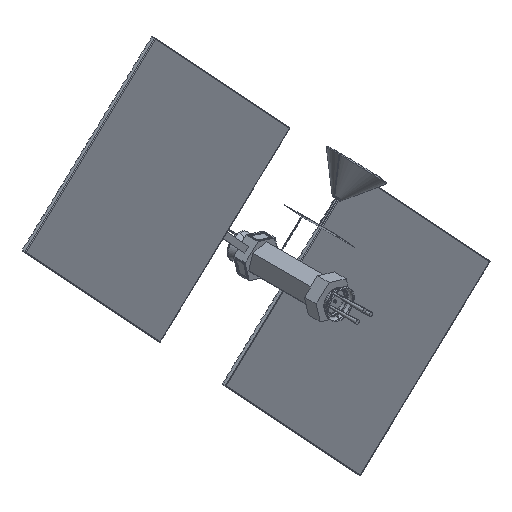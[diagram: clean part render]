
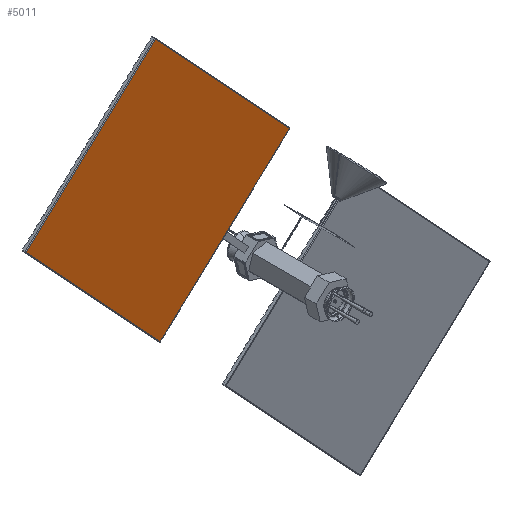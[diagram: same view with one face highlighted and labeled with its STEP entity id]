
A CAD part, isometric view. The second image highlights one B-rep face of the part: STEP entity #5011.
In plain terms, the highlighted free-form (B-spline) face has degree [1, 1] with [2, 2] control points.
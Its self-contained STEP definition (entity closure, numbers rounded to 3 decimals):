
#5011 = ADVANCED_FACE('',(#5012),#5042,.F.);
#5012 = FACE_BOUND('',#5013,.T.);
#5013 = EDGE_LOOP('',(#5014,#5023,#5030,#5037));
#5014 = ORIENTED_EDGE('',*,*,#5015,.T.);
#5015 = EDGE_CURVE('',#5016,#5018,#5020,.T.);
#5016 = VERTEX_POINT('',#5017);
#5017 = CARTESIAN_POINT('',(150.746,526.442,
    565.706));
#5018 = VERTEX_POINT('',#5019);
#5019 = CARTESIAN_POINT('',(-500.107,526.442,
    1266.403));
#5020 = B_SPLINE_CURVE_WITH_KNOTS('',1,(#5021,#5022),.UNSPECIFIED.,.F.,
  .F.,(2,2),(-1003.,-3.),.PIECEWISE_BEZIER_KNOTS.);
#5021 = CARTESIAN_POINT('',(150.746,526.442,
    565.706));
#5022 = CARTESIAN_POINT('',(-500.107,526.442,
    1266.403));
#5023 = ORIENTED_EDGE('',*,*,#5024,.T.);
#5024 = EDGE_CURVE('',#5018,#5025,#5027,.T.);
#5025 = VERTEX_POINT('',#5026);
#5026 = CARTESIAN_POINT('',(-1126.531,526.442,
    684.54));
#5027 = B_SPLINE_CURVE_WITH_KNOTS('',1,(#5028,#5029),.UNSPECIFIED.,.F.,
  .F.,(2,2),(-897.,-3.),.PIECEWISE_BEZIER_KNOTS.);
#5028 = CARTESIAN_POINT('',(-500.107,526.442,
    1266.403));
#5029 = CARTESIAN_POINT('',(-1126.531,526.442,
    684.54));
#5030 = ORIENTED_EDGE('',*,*,#5031,.T.);
#5031 = EDGE_CURVE('',#5025,#5032,#5034,.T.);
#5032 = VERTEX_POINT('',#5033);
#5033 = CARTESIAN_POINT('',(-475.678,526.442,
    -16.157));
#5034 = B_SPLINE_CURVE_WITH_KNOTS('',1,(#5035,#5036),.UNSPECIFIED.,.F.,
  .F.,(2,2),(3.,1003.),.PIECEWISE_BEZIER_KNOTS.);
#5035 = CARTESIAN_POINT('',(-1126.531,526.442,
    684.54));
#5036 = CARTESIAN_POINT('',(-475.678,526.442,
    -16.157));
#5037 = ORIENTED_EDGE('',*,*,#5038,.T.);
#5038 = EDGE_CURVE('',#5032,#5016,#5039,.T.);
#5039 = B_SPLINE_CURVE_WITH_KNOTS('',1,(#5040,#5041),.UNSPECIFIED.,.F.,
  .F.,(2,2),(-894.,0.),.PIECEWISE_BEZIER_KNOTS.);
#5040 = CARTESIAN_POINT('',(-475.678,526.442,
    -16.157));
#5041 = CARTESIAN_POINT('',(150.746,526.442,
    565.706));
#5042 = B_SPLINE_SURFACE_WITH_KNOTS('',1,1,(
    (#5043,#5044)
    ,(#5045,#5046
    )),.UNSPECIFIED.,.F.,.F.,.F.,(2,2),(2,2),(-1003.,-3.),(3.,897.),
  .PIECEWISE_BEZIER_KNOTS.);
#5043 = CARTESIAN_POINT('',(-475.678,526.442,
    -16.157));
#5044 = CARTESIAN_POINT('',(150.746,526.442,
    565.706));
#5045 = CARTESIAN_POINT('',(-1126.531,526.442,
    684.54));
#5046 = CARTESIAN_POINT('',(-500.107,526.442,
    1266.403));
